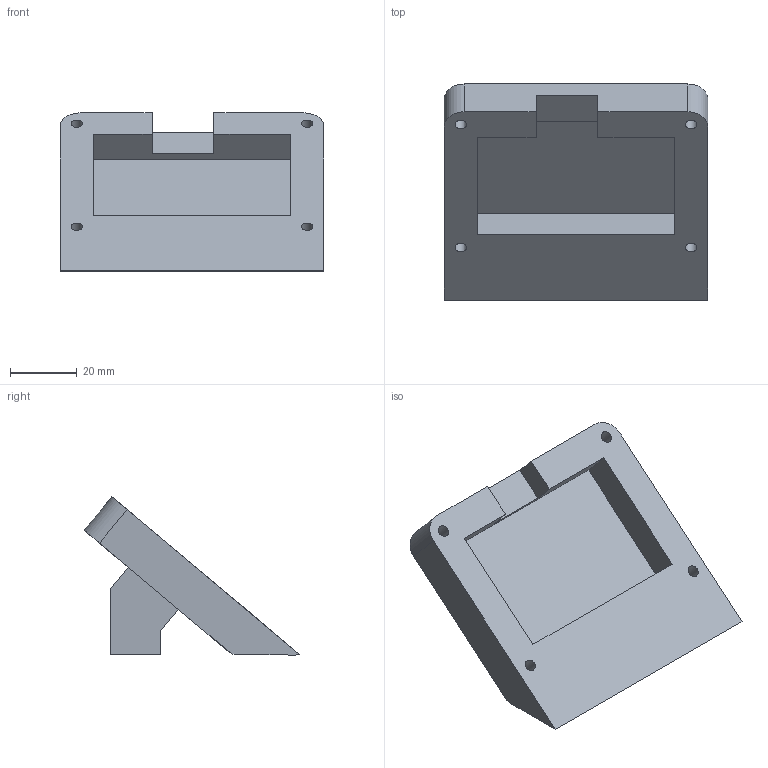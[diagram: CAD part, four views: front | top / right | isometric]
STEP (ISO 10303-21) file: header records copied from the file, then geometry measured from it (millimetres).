
FILE_DESCRIPTION(/* description */ (''),/* implementation_level */ '2;1');
FILE_NAME(/* name */ 'body.step',/* time_stamp */ '2025-07-17T08:21:23+02:00',/* author */ (''),/* organization */ (''),/* preprocessor_version */ 'ST-DEVELOPER v20.1',/* originating_system */ 'Autodesk Translation Framework v14.10.0.0',/* authorisation */ '');
FILE_SCHEMA (('AUTOMOTIVE_DESIGN { 1 0 10303 214 3 1 1 }'));
Length unit declared in the file: millimetre
Products named in the file (1): body
Bounding box: 79 x 64.66 x 47.37 mm (x, y, z)
Volume: 48312.2 mm3; surface area: 18331.6 mm2
Topology: 1 solids, 1 shells, 38 faces, 93 edges, 62 vertices
Faces by surface type: plane 28, cylinder 10
Full cylindrical faces by diameter (mm): 3.4 x4, 6 x4
Entity records: 1166 total; most frequent: CARTESIAN_POINT 194, DIRECTION 191, ORIENTED_EDGE 186, EDGE_CURVE 93, LINE 73, VECTOR 73, VERTEX_POINT 62, AXIS2_PLACEMENT_3D 59
